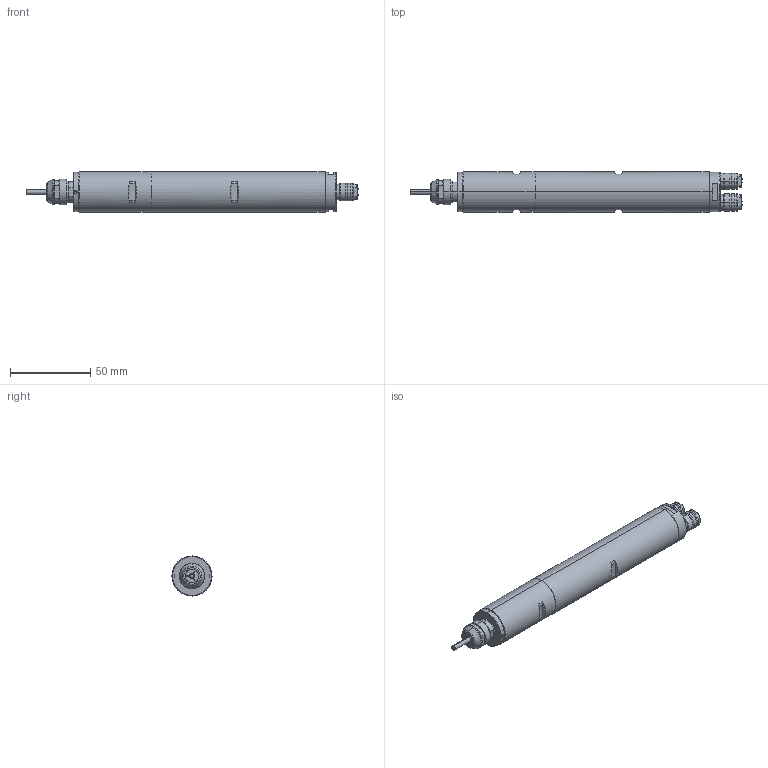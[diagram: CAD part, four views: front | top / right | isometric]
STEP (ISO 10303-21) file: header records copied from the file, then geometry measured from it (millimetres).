
FILE_DESCRIPTION (( 'STEP AP203' ), '1' );
FILE_NAME ('MSS-2506(R).STEP', '2019-07-02T05:45:52', ( '' ), ( '' ), 'SwSTEP 2.0', 'SolidWorks 2013', '' );
FILE_SCHEMA (( 'CONFIG_CONTROL_DESIGN' ));
Length unit declared in the file: millimetre
Products named in the file (1): MSS-2506(R)
Bounding box: 207.47 x 25 x 25 mm (x, y, z)
Surface area: 17856.7 mm2 (no closed solid volume)
Topology: 0 solids, 17 shells, 250 faces, 640 edges, 420 vertices
Faces by surface type: plane 108, cylinder 66, cone 60, bspline 16
Entity records: 9718 total; most frequent: CARTESIAN_POINT 3786, DIRECTION 1224, ORIENTED_EDGE 1146, EDGE_CURVE 636, AXIS2_PLACEMENT_3D 471, VERTEX_POINT 420, VECTOR 282, LINE 282
